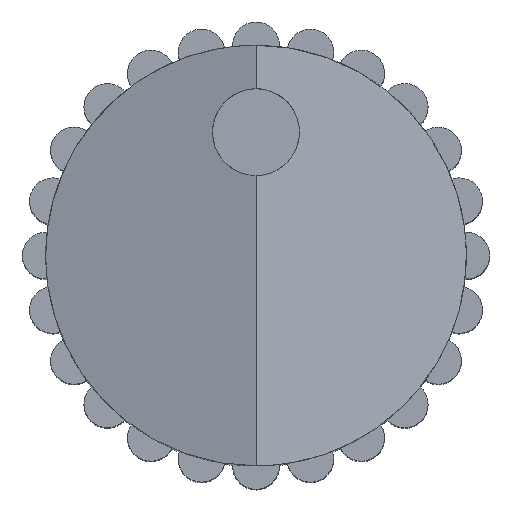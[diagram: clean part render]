
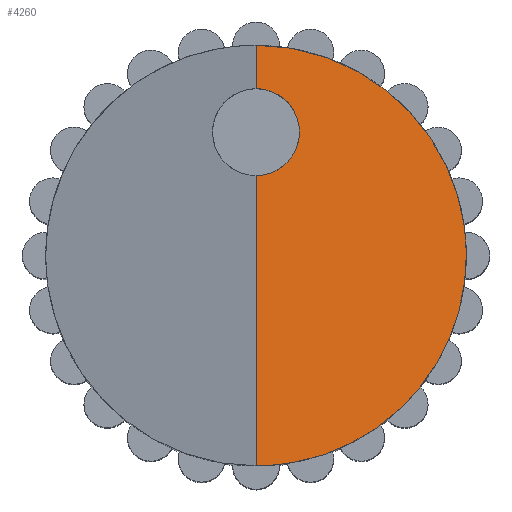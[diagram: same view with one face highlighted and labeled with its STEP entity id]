
A CAD part, top view. The second image highlights one B-rep face of the part: STEP entity #4260.
In plain terms, the highlighted planar face has unit normal (0.247, 0, 0.969).
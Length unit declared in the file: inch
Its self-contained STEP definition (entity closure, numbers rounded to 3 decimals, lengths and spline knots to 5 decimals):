
#130 = ORIENTED_EDGE ( 'NONE', *, *, #2687, .T. ) ;
#199 = ORIENTED_EDGE ( 'NONE', *, *, #3832, .F. ) ;
#259 = PLANE ( 'NONE',  #2570 ) ;
#275 = EDGE_CURVE ( 'NONE', #3420, #2163, #3040, .T. ) ;
#285 = DIRECTION ( 'NONE',  ( -0.969, 0., 0.247 ) ) ;
#354 = CARTESIAN_POINT ( 'NONE',  ( 0.02724, 0.1785, 0.50305 ) ) ;
#443 = CARTESIAN_POINT ( 'NONE',  ( 0., 0.225, 0.51 ) ) ;
#484 = CARTESIAN_POINT ( 'NONE',  ( 0., 0.225, 0.51 ) ) ;
#561 = CARTESIAN_POINT ( 'NONE',  ( 0.225, 0., 0.45262 ) ) ;
#723 = ORIENTED_EDGE ( 'NONE', *, *, #3636, .F. ) ;
#734 = CARTESIAN_POINT ( 'NONE',  ( 0., 0.0855, 0.51 ) ) ;
#746 = CARTESIAN_POINT ( 'NONE',  ( 0.225, -0.1318, 0.45263 ) ) ;
#949 = CARTESIAN_POINT ( 'NONE',  ( 0.0465, 0.132, 0.49814 ) ) ;
#1031 = CARTESIAN_POINT ( 'NONE',  ( 0., 0., 0.51 ) ) ;
#1132 = CARTESIAN_POINT ( 'NONE',  ( 0.1318, 0.225, 0.47639 ) ) ;
#1394 = VERTEX_POINT ( 'NONE', #561 ) ;
#1460 = CARTESIAN_POINT ( 'NONE',  ( 0.225, 0., 0.45262 ) ) ;
#1474 =( BOUNDED_CURVE ( )  B_SPLINE_CURVE ( 3, ( #1902, #3476, #354, #2247 ),
 .UNSPECIFIED., .F., .T. ) 
 B_SPLINE_CURVE_WITH_KNOTS ( ( 4, 4 ),
 ( 0., 1.5708 ),
 .UNSPECIFIED. ) 
 CURVE ( )  GEOMETRIC_REPRESENTATION_ITEM ( )  RATIONAL_B_SPLINE_CURVE ( ( 1., 0.805, 0.805, 1. ) ) 
 REPRESENTATION_ITEM ( '' )  );
#1902 = CARTESIAN_POINT ( 'NONE',  ( 0.0465, 0.132, 0.49814 ) ) ;
#1991 =( BOUNDED_CURVE ( )  B_SPLINE_CURVE ( 3, ( #443, #1132, #2662, #3890 ),
 .UNSPECIFIED., .F., .T. ) 
 B_SPLINE_CURVE_WITH_KNOTS ( ( 4, 4 ),
 ( 1.5708, 3.14159 ),
 .UNSPECIFIED. ) 
 CURVE ( )  GEOMETRIC_REPRESENTATION_ITEM ( )  RATIONAL_B_SPLINE_CURVE ( ( 1., 0.805, 0.805, 1. ) ) 
 REPRESENTATION_ITEM ( '' )  );
#2021 = ORIENTED_EDGE ( 'NONE', *, *, #275, .F. ) ;
#2163 = VERTEX_POINT ( 'NONE', #949 ) ;
#2247 = CARTESIAN_POINT ( 'NONE',  ( 0., 0.1785, 0.51 ) ) ;
#2556 = EDGE_LOOP ( 'NONE', ( #130, #199, #2765, #4119, #723, #2021 ) ) ;
#2570 = AXIS2_PLACEMENT_3D ( 'NONE', #4114, #4215, #285 ) ;
#2662 = CARTESIAN_POINT ( 'NONE',  ( 0.225, 0.1318, 0.45263 ) ) ;
#2687 = EDGE_CURVE ( 'NONE', #3420, #3480, #3273, .T. ) ;
#2692 = CARTESIAN_POINT ( 'NONE',  ( 0.0465, 0.132, 0.49814 ) ) ;
#2765 = ORIENTED_EDGE ( 'NONE', *, *, #4310, .F. ) ;
#2934 = CARTESIAN_POINT ( 'NONE',  ( 0., -0.225, 0.51 ) ) ;
#2936 = VERTEX_POINT ( 'NONE', #484 ) ;
#3040 =( BOUNDED_CURVE ( )  B_SPLINE_CURVE ( 3, ( #734, #4986, #3862, #2692 ),
 .UNSPECIFIED., .F., .T. ) 
 B_SPLINE_CURVE_WITH_KNOTS ( ( 4, 4 ),
 ( 4.71239, 6.28319 ),
 .UNSPECIFIED. ) 
 CURVE ( )  GEOMETRIC_REPRESENTATION_ITEM ( )  RATIONAL_B_SPLINE_CURVE ( ( 1., 0.805, 0.805, 1. ) ) 
 REPRESENTATION_ITEM ( '' )  );
#3212 = EDGE_CURVE ( 'NONE', #2936, #3341, #3748, .T. ) ;
#3273 = LINE ( 'NONE', #1031, #4737 ) ;
#3321 = DIRECTION ( 'NONE',  ( 0., -1., 0. ) ) ;
#3341 = VERTEX_POINT ( 'NONE', #4699 ) ;
#3420 = VERTEX_POINT ( 'NONE', #4065 ) ;
#3476 = CARTESIAN_POINT ( 'NONE',  ( 0.0465, 0.15924, 0.49814 ) ) ;
#3480 = VERTEX_POINT ( 'NONE', #2934 ) ;
#3636 = EDGE_CURVE ( 'NONE', #2163, #3341, #1474, .T. ) ;
#3748 = LINE ( 'NONE', #3849, #4913 ) ;
#3767 = DIRECTION ( 'NONE',  ( 0., -1., 0. ) ) ;
#3832 = EDGE_CURVE ( 'NONE', #1394, #3480, #4602, .T. ) ;
#3849 = CARTESIAN_POINT ( 'NONE',  ( 0., 0., 0.51 ) ) ;
#3862 = CARTESIAN_POINT ( 'NONE',  ( 0.0465, 0.10476, 0.49814 ) ) ;
#3890 = CARTESIAN_POINT ( 'NONE',  ( 0.225, 0., 0.45262 ) ) ;
#4065 = CARTESIAN_POINT ( 'NONE',  ( 0., 0.0855, 0.51 ) ) ;
#4114 = CARTESIAN_POINT ( 'NONE',  ( 0.225, 0., 0.45263 ) ) ;
#4119 = ORIENTED_EDGE ( 'NONE', *, *, #3212, .T. ) ;
#4215 = DIRECTION ( 'NONE',  ( -0.247, 0., -0.969 ) ) ;
#4260 = ADVANCED_FACE ( 'NONE', ( #4434 ), #259, .F. ) ;
#4310 = EDGE_CURVE ( 'NONE', #2936, #1394, #1991, .T. ) ;
#4434 = FACE_OUTER_BOUND ( 'NONE', #2556, .T. ) ;
#4602 =( BOUNDED_CURVE ( )  B_SPLINE_CURVE ( 3, ( #1460, #746, #4922, #4631 ),
 .UNSPECIFIED., .F., .T. ) 
 B_SPLINE_CURVE_WITH_KNOTS ( ( 4, 4 ),
 ( 3.14159, 4.71239 ),
 .UNSPECIFIED. ) 
 CURVE ( )  GEOMETRIC_REPRESENTATION_ITEM ( )  RATIONAL_B_SPLINE_CURVE ( ( 1., 0.805, 0.805, 1. ) ) 
 REPRESENTATION_ITEM ( '' )  );
#4631 = CARTESIAN_POINT ( 'NONE',  ( 0., -0.225, 0.51 ) ) ;
#4699 = CARTESIAN_POINT ( 'NONE',  ( 0., 0.1785, 0.51 ) ) ;
#4737 = VECTOR ( 'NONE', #3321, 39.37008 ) ;
#4913 = VECTOR ( 'NONE', #3767, 39.37008 ) ;
#4922 = CARTESIAN_POINT ( 'NONE',  ( 0.1318, -0.225, 0.47639 ) ) ;
#4986 = CARTESIAN_POINT ( 'NONE',  ( 0.02724, 0.0855, 0.50305 ) ) ;
